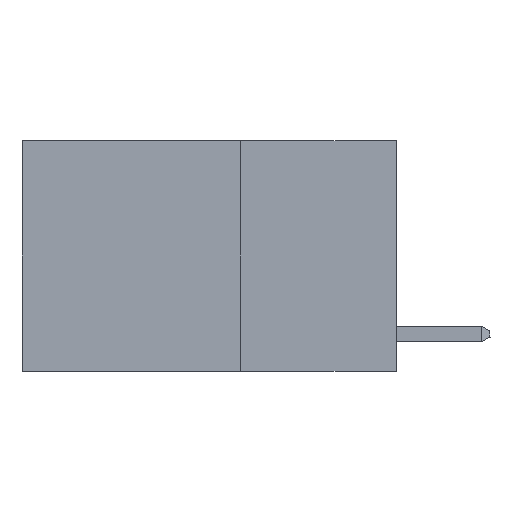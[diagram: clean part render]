
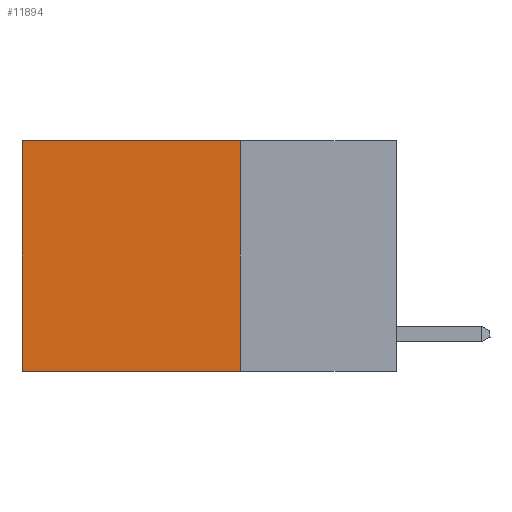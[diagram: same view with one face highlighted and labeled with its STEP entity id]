
A CAD part, left-side view. The second image highlights one B-rep face of the part: STEP entity #11894.
In plain terms, the highlighted planar face has unit normal (-1, 0, 0).
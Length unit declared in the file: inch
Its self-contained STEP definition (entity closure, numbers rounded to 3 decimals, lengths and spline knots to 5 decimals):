
#138 = CARTESIAN_POINT ( 'NONE',  ( 0.2625, 0.25, 0. ) ) ;
#163 = FACE_OUTER_BOUND ( 'NONE', #12560, .T. ) ;
#1899 = EDGE_CURVE ( 'NONE', #2765, #9382, #3511, .T. ) ;
#2394 = CARTESIAN_POINT ( 'NONE',  ( 0.2625, 0.25, 0. ) ) ;
#2431 = LINE ( 'NONE', #7259, #10395 ) ;
#2579 = CARTESIAN_POINT ( 'NONE',  ( 0.2625, 0.25, 0. ) ) ;
#2679 = CARTESIAN_POINT ( 'NONE',  ( 0.2625, 0.25, 0. ) ) ;
#2765 = VERTEX_POINT ( 'NONE', #2579 ) ;
#3138 = DIRECTION ( 'NONE',  ( 0., 1., 0. ) ) ;
#3511 = LINE ( 'NONE', #138, #5982 ) ;
#3736 = DIRECTION ( 'NONE',  ( 1., 0., 0. ) ) ;
#3987 = CARTESIAN_POINT ( 'NONE',  ( 0.2625, 0.6, 0. ) ) ;
#4039 = ORIENTED_EDGE ( 'NONE', *, *, #10613, .T. ) ;
#4515 = VECTOR ( 'NONE', #11806, 39.37008 ) ;
#5422 = DIRECTION ( 'NONE',  ( 0., 1., 0. ) ) ;
#5461 = CARTESIAN_POINT ( 'NONE',  ( 0.2625, 0.25, -0.37 ) ) ;
#5982 = VECTOR ( 'NONE', #5422, 39.37008 ) ;
#6432 = AXIS2_PLACEMENT_3D ( 'NONE', #2679, #3736, #10979 ) ;
#6556 = VERTEX_POINT ( 'NONE', #10734 ) ;
#6630 = CARTESIAN_POINT ( 'NONE',  ( 0.2625, 0.6, 0. ) ) ;
#7066 = VECTOR ( 'NONE', #8621, 39.37008 ) ;
#7250 = LINE ( 'NONE', #6630, #4515 ) ;
#7259 = CARTESIAN_POINT ( 'NONE',  ( 0.2625, 0.25, -0.37 ) ) ;
#7659 = EDGE_CURVE ( 'NONE', #12973, #6556, #2431, .T. ) ;
#8621 = DIRECTION ( 'NONE',  ( 0., 0., -1. ) ) ;
#8874 = PLANE ( 'NONE',  #6432 ) ;
#9382 = VERTEX_POINT ( 'NONE', #3987 ) ;
#9399 = ORIENTED_EDGE ( 'NONE', *, *, #1899, .T. ) ;
#9452 = ORIENTED_EDGE ( 'NONE', *, *, #7659, .F. ) ;
#10395 = VECTOR ( 'NONE', #3138, 39.37008 ) ;
#10613 = EDGE_CURVE ( 'NONE', #9382, #6556, #7250, .T. ) ;
#10733 = ORIENTED_EDGE ( 'NONE', *, *, #11732, .F. ) ;
#10734 = CARTESIAN_POINT ( 'NONE',  ( 0.2625, 0.6, -0.37 ) ) ;
#10979 = DIRECTION ( 'NONE',  ( 0., 0., -1. ) ) ;
#11732 = EDGE_CURVE ( 'NONE', #2765, #12973, #12224, .T. ) ;
#11806 = DIRECTION ( 'NONE',  ( 0., 0., -1. ) ) ;
#11894 = ADVANCED_FACE ( 'NONE', ( #163 ), #8874, .F. ) ;
#12224 = LINE ( 'NONE', #2394, #7066 ) ;
#12560 = EDGE_LOOP ( 'NONE', ( #4039, #9452, #10733, #9399 ) ) ;
#12973 = VERTEX_POINT ( 'NONE', #5461 ) ;
